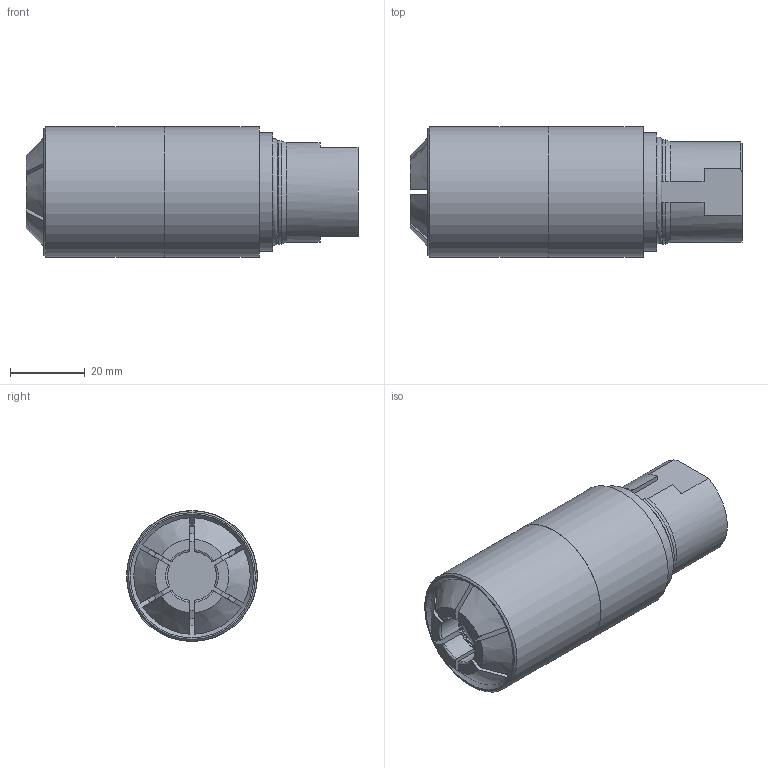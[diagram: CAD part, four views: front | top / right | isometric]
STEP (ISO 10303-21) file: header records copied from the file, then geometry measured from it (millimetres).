
FILE_DESCRIPTION(/* description */ (''),/* implementation_level */ '2;1');
FILE_NAME(/* name */ 'FRV7008061.stp',/* time_stamp */ '2020-06-22T09:20:57-05:00',/* author */ ('scott.gulden'),/* organization */ ('FasTest,Inc.'),/* preprocessor_version */ 'ST-DEVELOPER v17.2',/* originating_system */ 'Autodesk Inventor 2019',/* authorisation */ '');
FILE_SCHEMA (('AUTOMOTIVE_DESIGN { 1 0 10303 214 3 1 1 }'));
Length unit declared in the file: inch
Products named in the file (1): FRV7008061
Bounding box: 88.85 x 35.05 x 35.05 mm (x, y, z)
Volume: 57457.2 mm3; surface area: 27779.1 mm2
Topology: 1 solids, 3 shells, 215 faces, 655 edges, 442 vertices
Faces by surface type: plane 72, cylinder 58, torus 46, cone 39
Full cylindrical faces by diameter (mm): 15.773 x1, 17.78 x1, 19.964 x2, 22.809 x1, 23.444 x1, 24.994 x1, 27.94 x1, 31.75 x1, 32.055 x1, 34.925 x1, 35.052 x1
Entity records: 8419 total; most frequent: CARTESIAN_POINT 2426, ORIENTED_EDGE 1310, DIRECTION 1147, EDGE_CURVE 655, AXIS2_PLACEMENT_3D 462, VERTEX_POINT 442, CIRCLE 246, EDGE_LOOP 225
